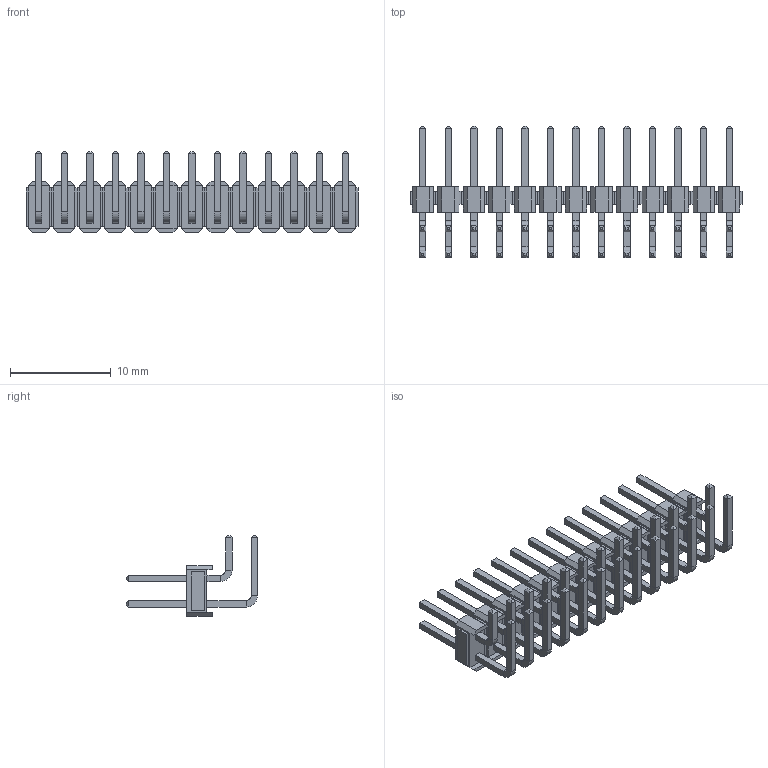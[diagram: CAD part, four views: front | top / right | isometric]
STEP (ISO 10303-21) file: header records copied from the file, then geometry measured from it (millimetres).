
FILE_DESCRIPTION (( 'STEP AP214' ), '1' );
FILE_NAME ('PLDR-26.STEP', '2019-07-02T20:45:59', ( '' ), ( '' ), 'SwSTEP 2.0', 'SolidWorks 2018', '' );
FILE_SCHEMA (( 'AUTOMOTIVE_DESIGN' ));
Length unit declared in the file: millimetre
Products named in the file (1): PLDR-26
Bounding box: 33.02 x 13.04 x 8 mm (x, y, z)
Volume: 455.9 mm3; surface area: 1684.7 mm2
Topology: 13 solids, 13 shells, 988 faces, 2184 edges, 1300 vertices
Faces by surface type: plane 936, cylinder 52
Entity records: 37118 total; most frequent: CARTESIAN_POINT 4473, ORIENTED_EDGE 4368, DIRECTION 4266, EDGE_CURVE 2184, VECTOR 2080, LINE 2080, VERTEX_POINT 1300, AXIS2_PLACEMENT_3D 1093
